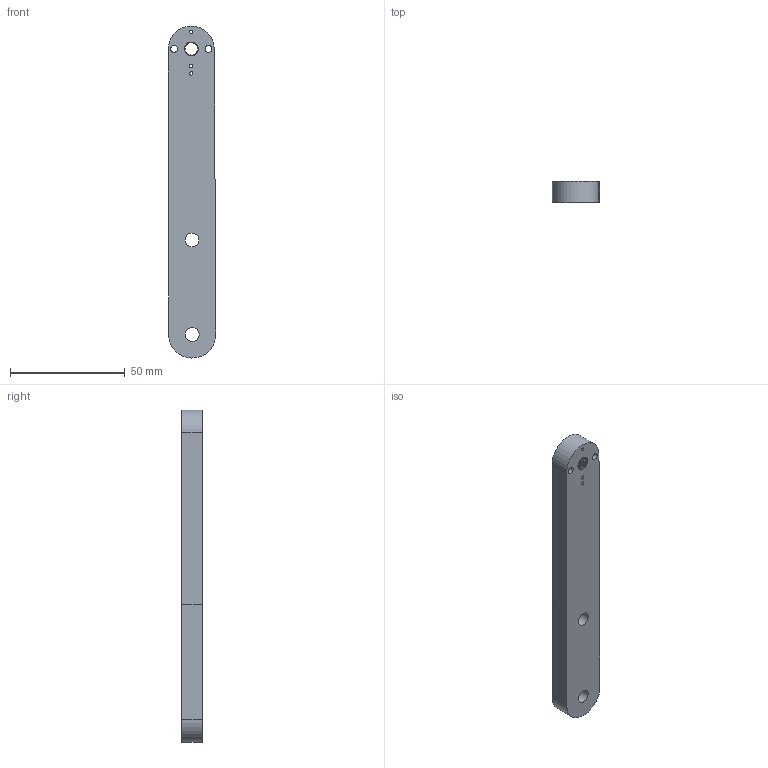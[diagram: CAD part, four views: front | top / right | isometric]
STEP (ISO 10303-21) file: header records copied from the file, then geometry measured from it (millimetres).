
FILE_DESCRIPTION(/* description */ (''),/* implementation_level */ '2;1');
FILE_NAME(/* name */ 'PlexiSuportArm1.step',/* time_stamp */ '2024-11-10T13:51:08+02:00',/* author */ (''),/* organization */ (''),/* preprocessor_version */ 'ST-DEVELOPER v20',/* originating_system */ 'Autodesk Translation Framework v13.20.0.188',/* authorisation */ '');
FILE_SCHEMA (('AUTOMOTIVE_DESIGN { 1 0 10303 214 3 1 1 }'));
Length unit declared in the file: millimetre
Products named in the file (1): FusionComponent
Bounding box: 20.64 x 9 x 144.97 mm (x, y, z)
Volume: 24818.6 mm3; surface area: 9207.6 mm2
Topology: 1 solids, 1 shells, 92 faces, 270 edges, 180 vertices
Faces by surface type: plane 57, cylinder 35
Full cylindrical faces by diameter (mm): 1.5 x3, 3 x2, 6 x2
Entity records: 3129 total; most frequent: CARTESIAN_POINT 543, ORIENTED_EDGE 540, DIRECTION 526, EDGE_CURVE 270, LINE 200, VECTOR 200, VERTEX_POINT 180, AXIS2_PLACEMENT_3D 163
